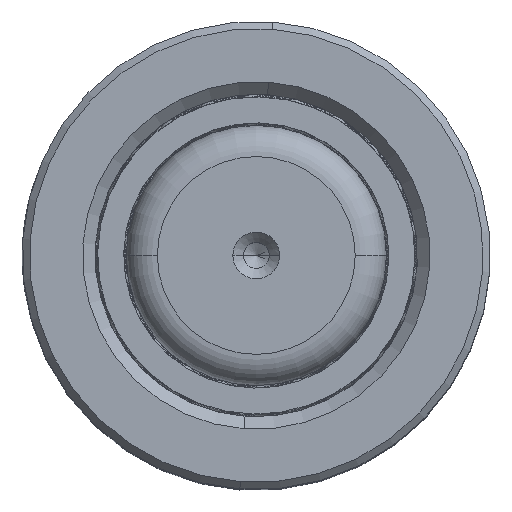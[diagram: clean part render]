
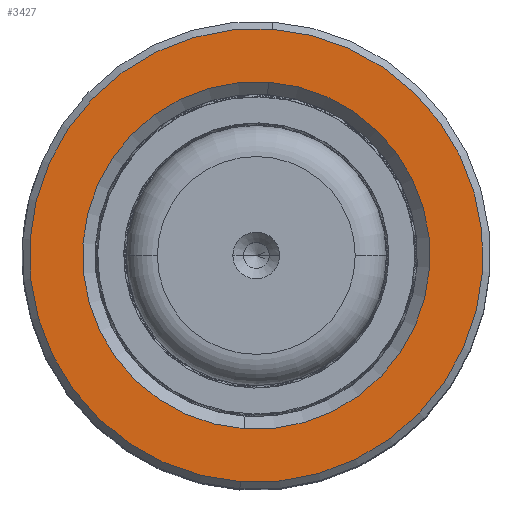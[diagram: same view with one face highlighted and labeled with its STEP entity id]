
A CAD part, top view. The second image highlights one B-rep face of the part: STEP entity #3427.
In plain terms, the highlighted planar face has unit normal (0, 0, 1).
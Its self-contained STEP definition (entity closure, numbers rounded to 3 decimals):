
#48 = AXIS2_PLACEMENT_3D ( 'NONE', #14686, #30143, #7558 ) ;
#759 = DIRECTION ( 'NONE',  ( 1., 0., 0. ) ) ;
#2440 = FACE_OUTER_BOUND ( 'NONE', #27616, .T. ) ;
#3427 = ADVANCED_FACE ( 'NONE', ( #2440, #11909 ), #16487, .T. ) ;
#3472 = DIRECTION ( 'NONE',  ( 1., 0., 0. ) ) ;
#3720 = VERTEX_POINT ( 'NONE', #48802 ) ;
#4860 = DIRECTION ( 'NONE',  ( 0., 0., 1. ) ) ;
#5291 = VERTEX_POINT ( 'NONE', #12663 ) ;
#7558 = DIRECTION ( 'NONE',  ( 1., 0., 0. ) ) ;
#8710 = CARTESIAN_POINT ( 'NONE',  ( 0., 0., 60. ) ) ;
#9030 = DIRECTION ( 'NONE',  ( 0., 0., -1. ) ) ;
#10200 = EDGE_CURVE ( 'NONE', #3720, #13781, #14031, .T. ) ;
#10437 = DIRECTION ( 'NONE',  ( 0., 0., 1. ) ) ;
#11509 = EDGE_CURVE ( 'NONE', #13781, #3720, #38391, .T. ) ;
#11909 = FACE_BOUND ( 'NONE', #13921, .T. ) ;
#12663 = CARTESIAN_POINT ( 'NONE',  ( 21.8, 0., 60. ) ) ;
#13781 = VERTEX_POINT ( 'NONE', #24918 ) ;
#13921 = EDGE_LOOP ( 'NONE', ( #22249, #30918 ) ) ;
#14031 = CIRCLE ( 'NONE', #26274, 16.7 ) ;
#14686 = CARTESIAN_POINT ( 'NONE',  ( 0., 0., 60. ) ) ;
#15063 = AXIS2_PLACEMENT_3D ( 'NONE', #19974, #4860, #46412 ) ;
#16487 = PLANE ( 'NONE',  #15063 ) ;
#17807 = DIRECTION ( 'NONE',  ( 0., 0., -1. ) ) ;
#19974 = CARTESIAN_POINT ( 'NONE',  ( 0., 0., 60. ) ) ;
#20971 = AXIS2_PLACEMENT_3D ( 'NONE', #29388, #10437, #3472 ) ;
#22249 = ORIENTED_EDGE ( 'NONE', *, *, #10200, .T. ) ;
#22541 = ORIENTED_EDGE ( 'NONE', *, *, #39818, .T. ) ;
#24918 = CARTESIAN_POINT ( 'NONE',  ( -16.7, 0., 60. ) ) ;
#26274 = AXIS2_PLACEMENT_3D ( 'NONE', #8710, #9030, #759 ) ;
#27616 = EDGE_LOOP ( 'NONE', ( #39982, #22541 ) ) ;
#29388 = CARTESIAN_POINT ( 'NONE',  ( 0., 0., 60. ) ) ;
#29669 = CARTESIAN_POINT ( 'NONE',  ( -21.8, 0., 60. ) ) ;
#30143 = DIRECTION ( 'NONE',  ( 0., 0., 1. ) ) ;
#30918 = ORIENTED_EDGE ( 'NONE', *, *, #11509, .T. ) ;
#31376 = VERTEX_POINT ( 'NONE', #29669 ) ;
#34428 = CIRCLE ( 'NONE', #48, 21.8 ) ;
#36994 = EDGE_CURVE ( 'NONE', #31376, #5291, #47697, .T. ) ;
#38391 = CIRCLE ( 'NONE', #43899, 16.7 ) ;
#39818 = EDGE_CURVE ( 'NONE', #5291, #31376, #34428, .T. ) ;
#39982 = ORIENTED_EDGE ( 'NONE', *, *, #36994, .T. ) ;
#43899 = AXIS2_PLACEMENT_3D ( 'NONE', #44720, #17807, #44392 ) ;
#44392 = DIRECTION ( 'NONE',  ( 1., 0., 0. ) ) ;
#44720 = CARTESIAN_POINT ( 'NONE',  ( 0., 0., 60. ) ) ;
#46412 = DIRECTION ( 'NONE',  ( 1., 0., 0. ) ) ;
#47697 = CIRCLE ( 'NONE', #20971, 21.8 ) ;
#48802 = CARTESIAN_POINT ( 'NONE',  ( 16.7, 0., 60. ) ) ;
